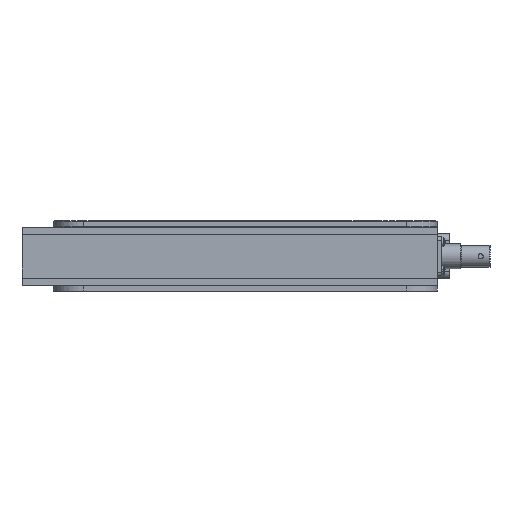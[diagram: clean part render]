
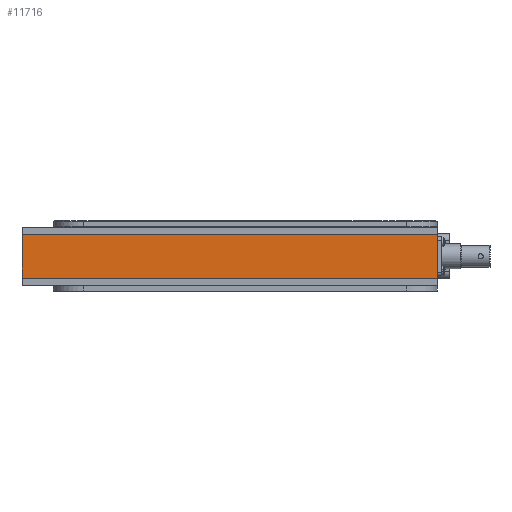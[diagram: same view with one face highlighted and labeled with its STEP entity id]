
A CAD part, front view. The second image highlights one B-rep face of the part: STEP entity #11716.
In plain terms, the highlighted planar face has unit normal (0, -1, 0).
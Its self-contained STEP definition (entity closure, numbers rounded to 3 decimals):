
#355 = AXIS2_PLACEMENT_3D ( 'NONE', #35948, #54547, #14870 ) ;
#1879 = CARTESIAN_POINT ( 'NONE',  ( -88., -90., 9.716 ) ) ;
#2139 = ORIENTED_EDGE ( 'NONE', *, *, #44500, .T. ) ;
#2526 = DIRECTION ( 'NONE',  ( 0., 0., 1. ) ) ;
#3405 = CARTESIAN_POINT ( 'NONE',  ( -88., -90., 12.967 ) ) ;
#5166 = VECTOR ( 'NONE', #47246, 1000. ) ;
#6479 = EDGE_CURVE ( 'NONE', #50604, #37126, #11627, .T. ) ;
#6917 = EDGE_LOOP ( 'NONE', ( #24439, #2139, #14277, #38022 ) ) ;
#10754 = DIRECTION ( 'NONE',  ( 1., 0., 0. ) ) ;
#11307 = VECTOR ( 'NONE', #10754, 1000. ) ;
#11627 = LINE ( 'NONE', #50429, #12901 ) ;
#11716 = ADVANCED_FACE ( 'NONE', ( #19185 ), #44696, .F. ) ;
#12901 = VECTOR ( 'NONE', #2526, 1000. ) ;
#14007 = VERTEX_POINT ( 'NONE', #53257 ) ;
#14277 = ORIENTED_EDGE ( 'NONE', *, *, #31727, .T. ) ;
#14870 = DIRECTION ( 'NONE',  ( 1., 0., 0. ) ) ;
#19185 = FACE_OUTER_BOUND ( 'NONE', #6917, .T. ) ;
#24439 = ORIENTED_EDGE ( 'NONE', *, *, #26326, .F. ) ;
#26326 = EDGE_CURVE ( 'NONE', #41942, #37126, #33223, .T. ) ;
#28999 = LINE ( 'NONE', #3405, #5166 ) ;
#30266 = DIRECTION ( 'NONE',  ( 1., 0., 0. ) ) ;
#30840 = CARTESIAN_POINT ( 'NONE',  ( 97., -90., -9.784 ) ) ;
#31110 = LINE ( 'NONE', #48267, #53813 ) ;
#31727 = EDGE_CURVE ( 'NONE', #14007, #50604, #31110, .T. ) ;
#33223 = LINE ( 'NONE', #55872, #11307 ) ;
#35948 = CARTESIAN_POINT ( 'NONE',  ( -90., -90., -13.034 ) ) ;
#37126 = VERTEX_POINT ( 'NONE', #51335 ) ;
#38022 = ORIENTED_EDGE ( 'NONE', *, *, #6479, .T. ) ;
#41942 = VERTEX_POINT ( 'NONE', #1879 ) ;
#44500 = EDGE_CURVE ( 'NONE', #41942, #14007, #28999, .T. ) ;
#44696 = PLANE ( 'NONE',  #355 ) ;
#47246 = DIRECTION ( 'NONE',  ( 0., 0., -1. ) ) ;
#48267 = CARTESIAN_POINT ( 'NONE',  ( -90.001, -90., -9.784 ) ) ;
#50429 = CARTESIAN_POINT ( 'NONE',  ( 97., -90., -13.034 ) ) ;
#50604 = VERTEX_POINT ( 'NONE', #30840 ) ;
#51335 = CARTESIAN_POINT ( 'NONE',  ( 97., -90., 9.716 ) ) ;
#53257 = CARTESIAN_POINT ( 'NONE',  ( -88., -90., -9.784 ) ) ;
#53813 = VECTOR ( 'NONE', #30266, 1000. ) ;
#54547 = DIRECTION ( 'NONE',  ( 0., 1., 0. ) ) ;
#55872 = CARTESIAN_POINT ( 'NONE',  ( -90.001, -90., 9.716 ) ) ;
